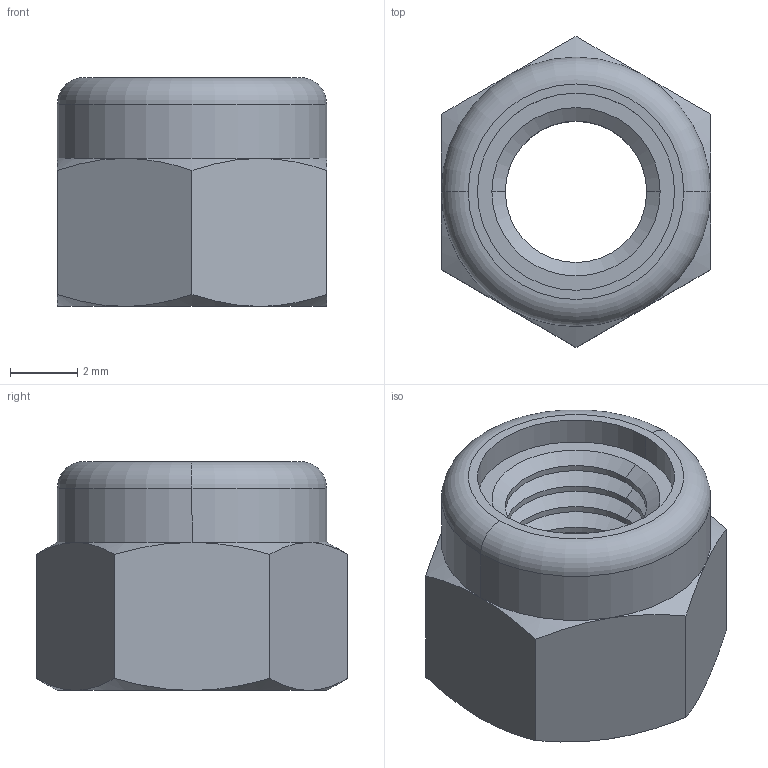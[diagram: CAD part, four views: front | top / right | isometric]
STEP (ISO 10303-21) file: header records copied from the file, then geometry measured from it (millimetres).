
FILE_DESCRIPTION (( 'STEP AP203' ), '1' );
FILE_NAME ('Nut 4_Défaut_sldprt.STEP', '2020-01-15T11:01:29', ( '' ), ( '' ), 'SwSTEP 2.0', 'SolidWorks 2017', '' );
FILE_SCHEMA (( 'CONFIG_CONTROL_DESIGN' ));
Length unit declared in the file: millimetre
Products named in the file (1): Nut 4_Défaut_sldprt
Bounding box: 8 x 9.24 x 6.8 mm (x, y, z)
Volume: 242.7 mm3; surface area: 387.5 mm2
Topology: 1 solids, 1 shells, 77 faces, 158 edges, 84 vertices
Faces by surface type: cone 44, cylinder 22, plane 9, torus 2
Entity records: 2111 total; most frequent: CARTESIAN_POINT 424, DIRECTION 364, ORIENTED_EDGE 316, EDGE_CURVE 158, AXIS2_PLACEMENT_3D 152, VERTEX_POINT 84, EDGE_LOOP 80, ADVANCED_FACE 77
